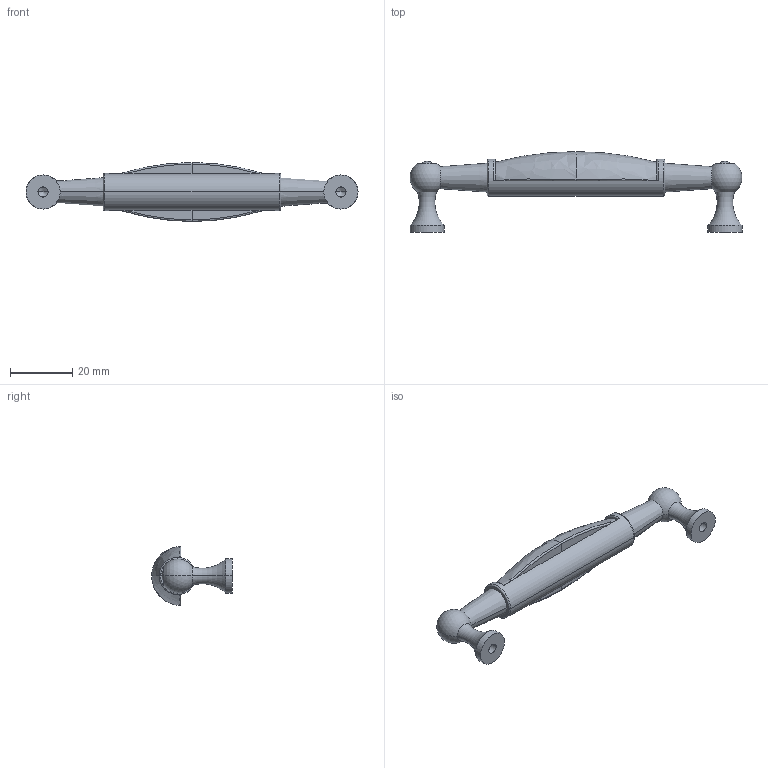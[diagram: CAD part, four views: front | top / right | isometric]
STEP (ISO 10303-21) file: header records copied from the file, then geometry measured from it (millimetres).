
FILE_DESCRIPTION(('Creo Elements/Direct Modeling STEP Export'),'2;1');
FILE_NAME('1699-107.stp','2018-08-16T11:23:41',(''),(''),'Creo Elements/Direct Modeling STEP processor for AP214 (Solid Model)','Creo Elements/Direct Modeling 20.0 12-Nov-2016 (C) Parametric Technology GmbH','');
FILE_SCHEMA(('AUTOMOTIVE_DESIGN { 1 0 10303 214 1 1 1 1 }'));
Length unit declared in the file: millimetre
Products named in the file (1): 1699-107
Bounding box: 107 x 26.01 x 18.96 mm (x, y, z)
Volume: 12251.5 mm3; surface area: 5169.9 mm2
Topology: 1 solids, 1 shells, 72 faces, 169 edges, 101 vertices
Faces by surface type: cylinder 18, plane 16, bspline 12, torus 10, cone 8, sphere 8
Entity records: 7390 total; most frequent: CARTESIAN_POINT 5913, ORIENTED_EDGE 322, DIRECTION 252, EDGE_CURVE 161, AXIS2_PLACEMENT_3D 110, VERTEX_POINT 101, EDGE_LOOP 82, FACE_OUTER_BOUND 72
